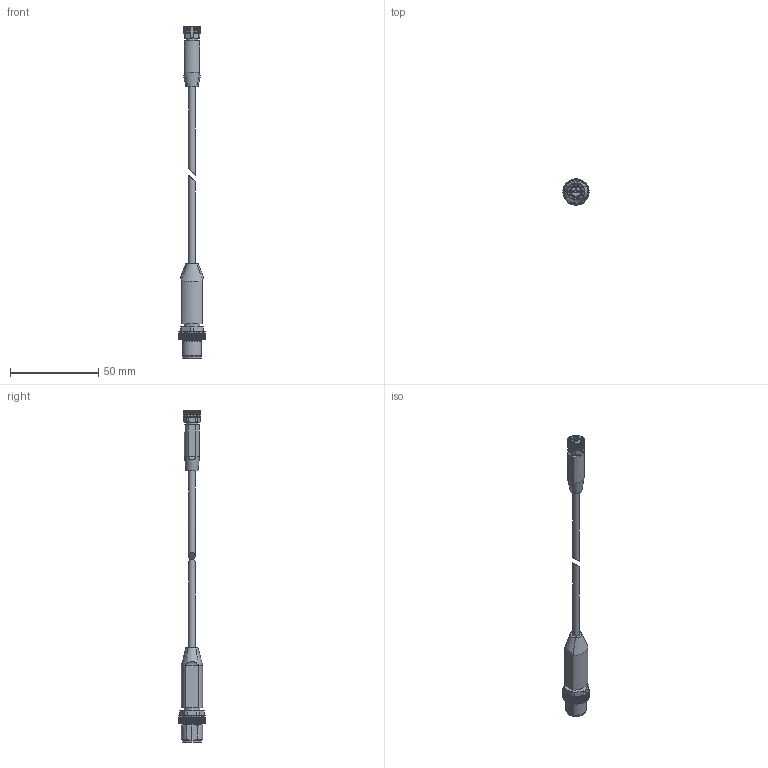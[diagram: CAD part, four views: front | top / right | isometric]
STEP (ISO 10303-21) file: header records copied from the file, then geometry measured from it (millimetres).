
FILE_DESCRIPTION(/* description */ ('STEP AP214'),/* implementation_level */ '2;1');
FILE_NAME(/* name */ '8078280_NEBA-M8G3-U-2_5-N-M12G3',/* time_stamp */ '2024-09-11T22:09:04+02:00',/* author */ ('License CC BY-ND 4.0'),/* organization */ ('CADENAS'),/* preprocessor_version */ 'ST-DEVELOPER v19.3',/* originating_system */ 'PARTsolutions',/* authorisation */ ' ');
FILE_SCHEMA (('AUTOMOTIVE_DESIGN {1 0 10303 214 3 1 1}'));
Length unit declared in the file: millimetre
Products named in the file (3): 8078280 NEBA-M8G3-U-2.5-N-M12G3---(11400p); 8159578 NEBA-M8G3---(13400); 8159599 NEBA-M12G3---(1400P)
Assembly tree (2 placements, depth 2):
  8078280 NEBA-M8G3-U-2.5-N-M12G3---(11400p)
    8159578 NEBA-M8G3---(13400)
    8159599 NEBA-M12G3---(1400P)
Bounding box: 14.9 x 14.89 x 187.8 mm (x, y, z)
Volume: 8744.7 mm3; surface area: 5425.6 mm2
Topology: 2 solids, 2 shells, 529 faces, 1498 edges, 991 vertices
Faces by surface type: plane 219, cylinder 194, torus 98, bspline 8, cone 6, sphere 4
Full cylindrical faces by diameter (mm): 1 x6, 1.075 x3, 3.8 x2, 5.67 x1, 6.4 x1, 6.917 x1, 8.375 x1, 8.85 x1, 10.45 x1
Entity records: 21183 total; most frequent: CARTESIAN_POINT 4142, ORIENTED_EDGE 2916, DIRECTION 2620, EDGE_CURVE 1458, VERTEX_POINT 976, AXIS2_PLACEMENT_3D 976, LINE 668, VECTOR 668
